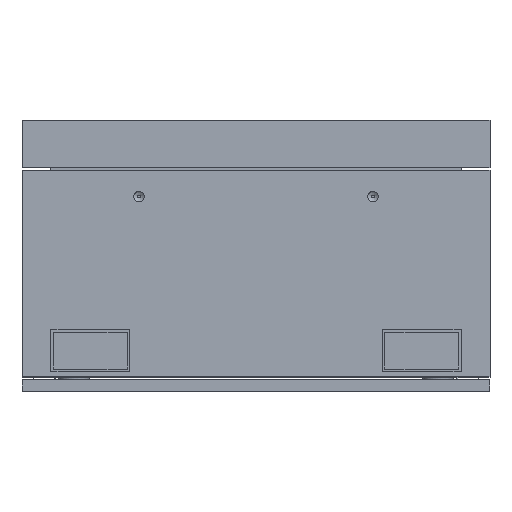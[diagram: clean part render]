
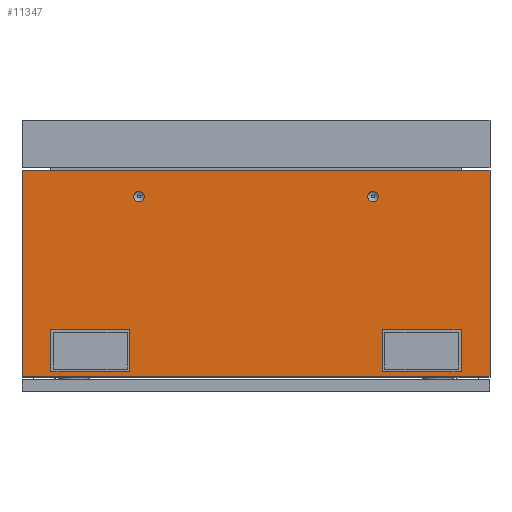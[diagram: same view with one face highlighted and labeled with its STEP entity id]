
A CAD part, top view. The second image highlights one B-rep face of the part: STEP entity #11347.
In plain terms, the highlighted planar face has unit normal (0, 0, 1).
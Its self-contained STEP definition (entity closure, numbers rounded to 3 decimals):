
#167 = EDGE_CURVE ( 'NONE', #1757, #10867, #9791, .T. ) ;
#197 = CARTESIAN_POINT ( 'NONE',  ( 780., 75., 290. ) ) ;
#223 = EDGE_LOOP ( 'NONE', ( #10722, #9356, #3360, #6783 ) ) ;
#268 = VERTEX_POINT ( 'NONE', #2869 ) ;
#312 = AXIS2_PLACEMENT_3D ( 'NONE', #9624, #6845, #3903 ) ;
#382 = AXIS2_PLACEMENT_3D ( 'NONE', #2319, #7233, #9126 ) ;
#483 = CARTESIAN_POINT ( 'NONE',  ( -480., 75., 290. ) ) ;
#572 = VERTEX_POINT ( 'NONE', #8132 ) ;
#585 = ORIENTED_EDGE ( 'NONE', *, *, #5161, .F. ) ;
#822 = VECTOR ( 'NONE', #7189, 1000. ) ;
#1076 = DIRECTION ( 'NONE',  ( 0., 1., 0. ) ) ;
#1101 = LINE ( 'NONE', #4118, #11657 ) ;
#1265 = VERTEX_POINT ( 'NONE', #10434 ) ;
#1412 = LINE ( 'NONE', #9803, #1863 ) ;
#1465 = EDGE_LOOP ( 'NONE', ( #8962 ) ) ;
#1511 = VECTOR ( 'NONE', #7558, 1000. ) ;
#1628 = VERTEX_POINT ( 'NONE', #2874 ) ;
#1629 = CARTESIAN_POINT ( 'NONE',  ( 890., 876., 290. ) ) ;
#1651 = ORIENTED_EDGE ( 'NONE', *, *, #6302, .F. ) ;
#1757 = VERTEX_POINT ( 'NONE', #10686 ) ;
#1839 = CARTESIAN_POINT ( 'NONE',  ( -890., 876., 290. ) ) ;
#1863 = VECTOR ( 'NONE', #10757, 1000. ) ;
#2117 = EDGE_CURVE ( 'NONE', #11801, #11801, #3199, .T. ) ;
#2319 = CARTESIAN_POINT ( 'NONE',  ( 445., 741., 290. ) ) ;
#2391 = VERTEX_POINT ( 'NONE', #10960 ) ;
#2428 = VERTEX_POINT ( 'NONE', #4564 ) ;
#2505 = FACE_OUTER_BOUND ( 'NONE', #223, .T. ) ;
#2832 = LINE ( 'NONE', #6717, #1511 ) ;
#2869 = CARTESIAN_POINT ( 'NONE',  ( 890., 841., 290. ) ) ;
#2874 = CARTESIAN_POINT ( 'NONE',  ( -780., 75., 290. ) ) ;
#2983 = CARTESIAN_POINT ( 'NONE',  ( -780., 75., 290. ) ) ;
#2994 = VECTOR ( 'NONE', #4603, 1000. ) ;
#3018 = VERTEX_POINT ( 'NONE', #7828 ) ;
#3199 = CIRCLE ( 'NONE', #312, 20. ) ;
#3272 = CARTESIAN_POINT ( 'NONE',  ( 780., 75., 290. ) ) ;
#3360 = ORIENTED_EDGE ( 'NONE', *, *, #7151, .T. ) ;
#3491 = DIRECTION ( 'NONE',  ( 0., 1., 0. ) ) ;
#3492 = VECTOR ( 'NONE', #3491, 1000. ) ;
#3500 = DIRECTION ( 'NONE',  ( 1., 0., 0. ) ) ;
#3624 = AXIS2_PLACEMENT_3D ( 'NONE', #1629, #9441, #11287 ) ;
#3727 = EDGE_CURVE ( 'NONE', #10808, #1628, #12158, .T. ) ;
#3733 = VECTOR ( 'NONE', #3811, 1000. ) ;
#3738 = EDGE_LOOP ( 'NONE', ( #1651, #585, #4322, #7113 ) ) ;
#3811 = DIRECTION ( 'NONE',  ( 1., 0., 0. ) ) ;
#3903 = DIRECTION ( 'NONE',  ( 1., 0., 0. ) ) ;
#4000 = VECTOR ( 'NONE', #10931, 1000. ) ;
#4118 = CARTESIAN_POINT ( 'NONE',  ( 890., 876., 290. ) ) ;
#4322 = ORIENTED_EDGE ( 'NONE', *, *, #9411, .F. ) ;
#4401 = CARTESIAN_POINT ( 'NONE',  ( -425., 741., 290. ) ) ;
#4527 = CARTESIAN_POINT ( 'NONE',  ( 480., 235., 290. ) ) ;
#4564 = CARTESIAN_POINT ( 'NONE',  ( -480., 235., 290. ) ) ;
#4578 = EDGE_CURVE ( 'NONE', #268, #3018, #1101, .T. ) ;
#4603 = DIRECTION ( 'NONE',  ( -1., 0., 0. ) ) ;
#4745 = CARTESIAN_POINT ( 'NONE',  ( -780., 235., 290. ) ) ;
#5071 = FACE_BOUND ( 'NONE', #6901, .T. ) ;
#5074 = LINE ( 'NONE', #3272, #8278 ) ;
#5160 = LINE ( 'NONE', #483, #3492 ) ;
#5161 = EDGE_CURVE ( 'NONE', #2391, #1265, #9209, .T. ) ;
#6105 = ORIENTED_EDGE ( 'NONE', *, *, #10254, .F. ) ;
#6302 = EDGE_CURVE ( 'NONE', #1265, #11343, #10700, .T. ) ;
#6429 = LINE ( 'NONE', #7143, #822 ) ;
#6454 = PLANE ( 'NONE',  #3624 ) ;
#6717 = CARTESIAN_POINT ( 'NONE',  ( -780., 235., 290. ) ) ;
#6783 = ORIENTED_EDGE ( 'NONE', *, *, #4578, .F. ) ;
#6845 = DIRECTION ( 'NONE',  ( 0., 0., 1. ) ) ;
#6901 = EDGE_LOOP ( 'NONE', ( #6105, #7835, #11561, #10268 ) ) ;
#7113 = ORIENTED_EDGE ( 'NONE', *, *, #10498, .F. ) ;
#7143 = CARTESIAN_POINT ( 'NONE',  ( 890., 841., 290. ) ) ;
#7151 = EDGE_CURVE ( 'NONE', #10867, #3018, #11438, .T. ) ;
#7181 = CIRCLE ( 'NONE', #382, 20. ) ;
#7189 = DIRECTION ( 'NONE',  ( 1., 0., 0. ) ) ;
#7196 = FACE_BOUND ( 'NONE', #1465, .T. ) ;
#7233 = DIRECTION ( 'NONE',  ( 0., 0., 1. ) ) ;
#7244 = EDGE_CURVE ( 'NONE', #2428, #10808, #2832, .T. ) ;
#7558 = DIRECTION ( 'NONE',  ( -1., 0., 0. ) ) ;
#7584 = CARTESIAN_POINT ( 'NONE',  ( 465., 741., 290. ) ) ;
#7664 = FACE_BOUND ( 'NONE', #3738, .T. ) ;
#7683 = CARTESIAN_POINT ( 'NONE',  ( 890., 55., 290. ) ) ;
#7828 = CARTESIAN_POINT ( 'NONE',  ( 890., 55., 290. ) ) ;
#7835 = ORIENTED_EDGE ( 'NONE', *, *, #3727, .F. ) ;
#8132 = CARTESIAN_POINT ( 'NONE',  ( 480., 75., 290. ) ) ;
#8278 = VECTOR ( 'NONE', #10997, 1000. ) ;
#8292 = EDGE_LOOP ( 'NONE', ( #11925 ) ) ;
#8304 = CARTESIAN_POINT ( 'NONE',  ( -780., 75., 290. ) ) ;
#8484 = CARTESIAN_POINT ( 'NONE',  ( 780., 235., 290. ) ) ;
#8487 = DIRECTION ( 'NONE',  ( 0., -1., 0. ) ) ;
#8962 = ORIENTED_EDGE ( 'NONE', *, *, #2117, .F. ) ;
#9018 = VERTEX_POINT ( 'NONE', #12522 ) ;
#9126 = DIRECTION ( 'NONE',  ( 1., 0., 0. ) ) ;
#9209 = LINE ( 'NONE', #197, #12369 ) ;
#9356 = ORIENTED_EDGE ( 'NONE', *, *, #167, .T. ) ;
#9411 = EDGE_CURVE ( 'NONE', #572, #2391, #5074, .T. ) ;
#9441 = DIRECTION ( 'NONE',  ( 0., 0., -1. ) ) ;
#9487 = VECTOR ( 'NONE', #8487, 1000. ) ;
#9624 = CARTESIAN_POINT ( 'NONE',  ( -445., 741., 290. ) ) ;
#9791 = LINE ( 'NONE', #1839, #9487 ) ;
#9803 = CARTESIAN_POINT ( 'NONE',  ( 480., 75., 290. ) ) ;
#9836 = VERTEX_POINT ( 'NONE', #7584 ) ;
#10254 = EDGE_CURVE ( 'NONE', #1628, #9018, #10771, .T. ) ;
#10268 = ORIENTED_EDGE ( 'NONE', *, *, #12299, .F. ) ;
#10328 = VECTOR ( 'NONE', #3500, 1000. ) ;
#10434 = CARTESIAN_POINT ( 'NONE',  ( 780., 235., 290. ) ) ;
#10498 = EDGE_CURVE ( 'NONE', #11343, #572, #1412, .T. ) ;
#10686 = CARTESIAN_POINT ( 'NONE',  ( -890., 841., 290. ) ) ;
#10700 = LINE ( 'NONE', #8484, #2994 ) ;
#10722 = ORIENTED_EDGE ( 'NONE', *, *, #11706, .F. ) ;
#10741 = CARTESIAN_POINT ( 'NONE',  ( -890., 55., 290. ) ) ;
#10757 = DIRECTION ( 'NONE',  ( 0., -1., 0. ) ) ;
#10771 = LINE ( 'NONE', #8304, #10328 ) ;
#10808 = VERTEX_POINT ( 'NONE', #4745 ) ;
#10867 = VERTEX_POINT ( 'NONE', #10741 ) ;
#10927 = DIRECTION ( 'NONE',  ( 0., -1., 0. ) ) ;
#10931 = DIRECTION ( 'NONE',  ( 0., -1., 0. ) ) ;
#10960 = CARTESIAN_POINT ( 'NONE',  ( 780., 75., 290. ) ) ;
#10997 = DIRECTION ( 'NONE',  ( 1., 0., 0. ) ) ;
#11266 = FACE_BOUND ( 'NONE', #8292, .T. ) ;
#11287 = DIRECTION ( 'NONE',  ( -1., 0., 0. ) ) ;
#11343 = VERTEX_POINT ( 'NONE', #4527 ) ;
#11347 = ADVANCED_FACE ( 'NONE', ( #7664, #5071, #11266, #7196, #2505 ), #6454, .F. ) ;
#11438 = LINE ( 'NONE', #7683, #3733 ) ;
#11561 = ORIENTED_EDGE ( 'NONE', *, *, #7244, .F. ) ;
#11616 = EDGE_CURVE ( 'NONE', #9836, #9836, #7181, .T. ) ;
#11657 = VECTOR ( 'NONE', #10927, 1000. ) ;
#11706 = EDGE_CURVE ( 'NONE', #1757, #268, #6429, .T. ) ;
#11801 = VERTEX_POINT ( 'NONE', #4401 ) ;
#11925 = ORIENTED_EDGE ( 'NONE', *, *, #11616, .F. ) ;
#12158 = LINE ( 'NONE', #2983, #4000 ) ;
#12299 = EDGE_CURVE ( 'NONE', #9018, #2428, #5160, .T. ) ;
#12369 = VECTOR ( 'NONE', #1076, 1000. ) ;
#12522 = CARTESIAN_POINT ( 'NONE',  ( -480., 75., 290. ) ) ;
